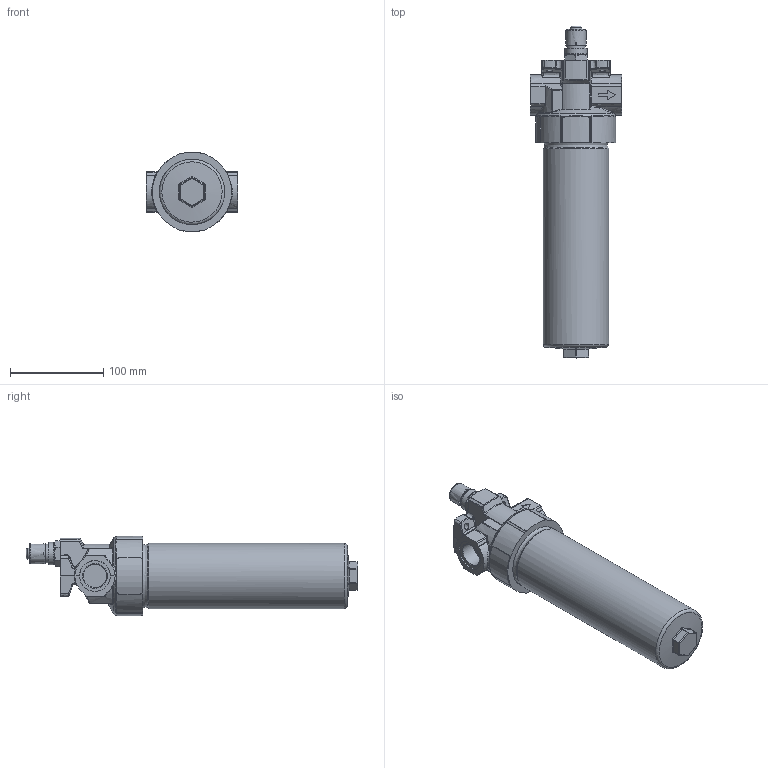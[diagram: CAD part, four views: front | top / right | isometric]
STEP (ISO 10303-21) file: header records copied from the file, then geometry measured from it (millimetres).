
FILE_DESCRIPTION((''),'2;1');
FILE_NAME('34313100_D152-186OD1.stp', '2016-08-29T09:50:26',('User'),('SDRC'),'I-DEAS Master Series 9','UNIX', 'Yes');
FILE_SCHEMA(('AUTOMOTIVE_DESIGN { 1 0 10303 214 1 1 1 1 }'));
Length unit declared in the file: millimetre
Products named in the file (1): 34313100
Bounding box: 98 x 355.3 x 84.95 mm (x, y, z)
Volume: 1252020.5 mm3; surface area: 93612.4 mm2
Topology: 1 solids, 1 shells, 442 faces, 1080 edges, 632 vertices
Faces by surface type: bspline 442
Entity records: 17312 total; most frequent: CARTESIAN_POINT 11242, ORIENTED_EDGE 2114, EDGE_CURVE 1057, VERTEX_POINT 632, B_SPLINE_CURVE_WITH_KNOTS 603, EDGE_LOOP 465, FACE_OUTER_BOUND 442, ADVANCED_FACE 442
